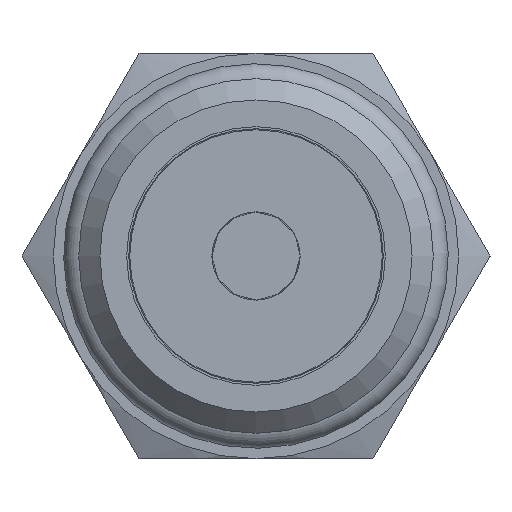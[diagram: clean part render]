
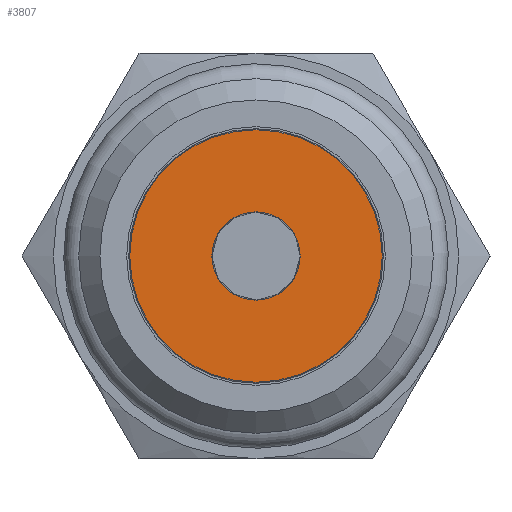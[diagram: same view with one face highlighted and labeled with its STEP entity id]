
A CAD part, left-side view. The second image highlights one B-rep face of the part: STEP entity #3807.
In plain terms, the highlighted planar face has unit normal (-1, 0, 0).
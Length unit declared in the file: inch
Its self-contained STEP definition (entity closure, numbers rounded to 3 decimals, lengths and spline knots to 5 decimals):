
#3434=CARTESIAN_POINT('',(-1.26746,-0.109,0.));
#3435=VERTEX_POINT('',#3434);
#3436=CARTESIAN_POINT('',(-1.26746,0.,0.));
#3437=DIRECTION('',(1.0,0.0,0.0));
#3438=DIRECTION('',(0.0,1.0,0.0));
#3439=AXIS2_PLACEMENT_3D('',#3436,#3437,#3438);
#3440=CIRCLE('',#3439,0.109);
#3441=EDGE_CURVE('',#3435,#3435,#3440,.T.);
#3788=CARTESIAN_POINT('',(-1.26746,0.15575,0.0));
#3789=DIRECTION('',(-1.0,0.0,0.0));
#3790=DIRECTION('',(0.0,0.0,1.0));
#3791=AXIS2_PLACEMENT_3D('',#3788,#3789,#3790);
#3792=PLANE('',#3791);
#3793=CARTESIAN_POINT('',(-1.26746,0.3115,0.0));
#3794=VERTEX_POINT('',#3793);
#3795=CARTESIAN_POINT('',(-1.26746,0.0,0.0));
#3796=DIRECTION('',(1.0,0.0,0.0));
#3797=DIRECTION('',(0.0,1.0,0.0));
#3798=AXIS2_PLACEMENT_3D('',#3795,#3796,#3797);
#3799=CIRCLE('',#3798,0.3115);
#3800=EDGE_CURVE('',#3794,#3794,#3799,.T.);
#3801=ORIENTED_EDGE('',*,*,#3800,.F.);
#3802=EDGE_LOOP('',(#3801));
#3803=FACE_OUTER_BOUND('',#3802,.T.);
#3804=ORIENTED_EDGE('',*,*,#3441,.T.);
#3805=EDGE_LOOP('',(#3804));
#3806=FACE_BOUND('',#3805,.T.);
#3807=ADVANCED_FACE('',(#3803,#3806),#3792,.T.);
